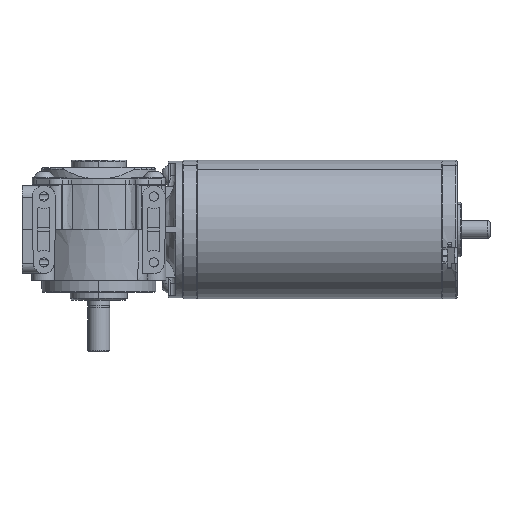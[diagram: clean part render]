
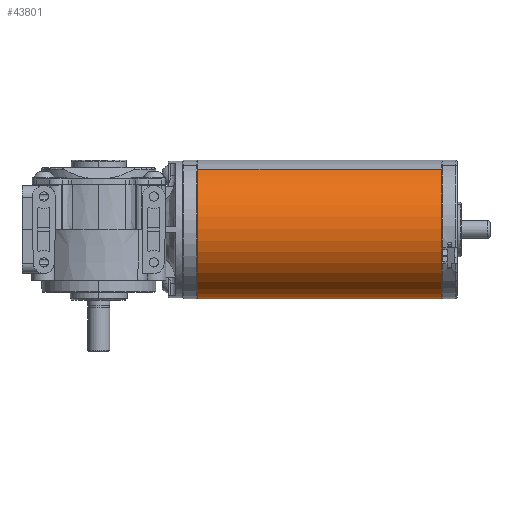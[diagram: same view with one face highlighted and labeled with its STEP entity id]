
A CAD part, left-side view. The second image highlights one B-rep face of the part: STEP entity #43801.
In plain terms, the highlighted cylindrical face has radius 31.5 mm (diameter 63 mm), a partial arc.
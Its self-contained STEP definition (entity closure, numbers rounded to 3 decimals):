
#6159 = CARTESIAN_POINT ( 'NONE',  ( 0., 111., 0. ) ) ;
#7406 = CIRCLE ( 'NONE', #30480, 31.5 ) ;
#11259 = DIRECTION ( 'NONE',  ( 0., 1., 0. ) ) ;
#14093 = VERTEX_POINT ( 'NONE', #34187 ) ;
#15101 = DIRECTION ( 'NONE',  ( 0., 0., 1. ) ) ;
#15633 = AXIS2_PLACEMENT_3D ( 'NONE', #6159, #33265, #17246 ) ;
#16190 = CIRCLE ( 'NONE', #17809, 31.5 ) ;
#17246 = DIRECTION ( 'NONE',  ( 0., 0., -1. ) ) ;
#17809 = AXIS2_PLACEMENT_3D ( 'NONE', #46481, #38239, #34905 ) ;
#20485 = EDGE_LOOP ( 'NONE', ( #50831, #24305, #38717, #43684 ) ) ;
#22682 = LINE ( 'NONE', #42312, #36448 ) ;
#22934 = CARTESIAN_POINT ( 'NONE',  ( 0., 111., 31.5 ) ) ;
#23515 = DIRECTION ( 'NONE',  ( 0., -1., 0. ) ) ;
#24305 = ORIENTED_EDGE ( 'NONE', *, *, #50321, .F. ) ;
#27529 = CARTESIAN_POINT ( 'NONE',  ( 0., 111., -31.5 ) ) ;
#30480 = AXIS2_PLACEMENT_3D ( 'NONE', #50457, #11259, #15101 ) ;
#31007 = VECTOR ( 'NONE', #23515, 1000. ) ;
#33265 = DIRECTION ( 'NONE',  ( 0., -1., 0. ) ) ;
#34187 = CARTESIAN_POINT ( 'NONE',  ( 0., 0., 31.5 ) ) ;
#34808 = EDGE_CURVE ( 'NONE', #39824, #14093, #39015, .T. ) ;
#34851 = EDGE_CURVE ( 'NONE', #35517, #14093, #16190, .T. ) ;
#34905 = DIRECTION ( 'NONE',  ( 0., 0., 1. ) ) ;
#35212 = VERTEX_POINT ( 'NONE', #27529 ) ;
#35517 = VERTEX_POINT ( 'NONE', #37208 ) ;
#36448 = VECTOR ( 'NONE', #50555, 1000. ) ;
#37208 = CARTESIAN_POINT ( 'NONE',  ( 0., 0., -31.5 ) ) ;
#38239 = DIRECTION ( 'NONE',  ( 0., 1., 0. ) ) ;
#38717 = ORIENTED_EDGE ( 'NONE', *, *, #41061, .T. ) ;
#39015 = LINE ( 'NONE', #50876, #31007 ) ;
#39824 = VERTEX_POINT ( 'NONE', #22934 ) ;
#41061 = EDGE_CURVE ( 'NONE', #35212, #35517, #22682, .T. ) ;
#42312 = CARTESIAN_POINT ( 'NONE',  ( 0., 111., -31.5 ) ) ;
#43684 = ORIENTED_EDGE ( 'NONE', *, *, #34851, .T. ) ;
#43801 = ADVANCED_FACE ( 'NONE', ( #48718 ), #48969, .T. ) ;
#46481 = CARTESIAN_POINT ( 'NONE',  ( 0., 0., 0. ) ) ;
#48718 = FACE_OUTER_BOUND ( 'NONE', #20485, .T. ) ;
#48969 = CYLINDRICAL_SURFACE ( 'NONE', #15633, 31.5 ) ;
#50321 = EDGE_CURVE ( 'NONE', #35212, #39824, #7406, .T. ) ;
#50457 = CARTESIAN_POINT ( 'NONE',  ( 0., 111., 0. ) ) ;
#50555 = DIRECTION ( 'NONE',  ( 0., -1., 0. ) ) ;
#50831 = ORIENTED_EDGE ( 'NONE', *, *, #34808, .F. ) ;
#50876 = CARTESIAN_POINT ( 'NONE',  ( 0., 111., 31.5 ) ) ;
